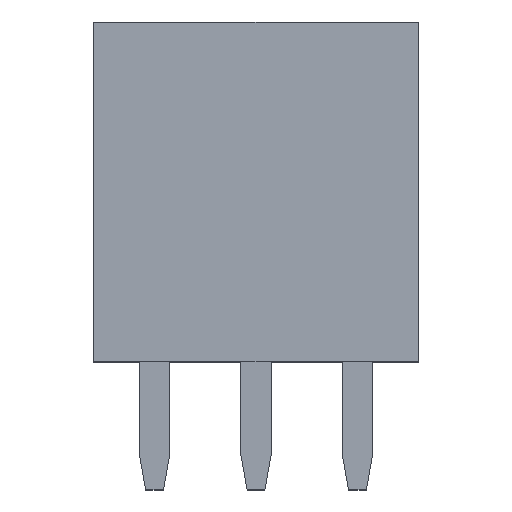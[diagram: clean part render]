
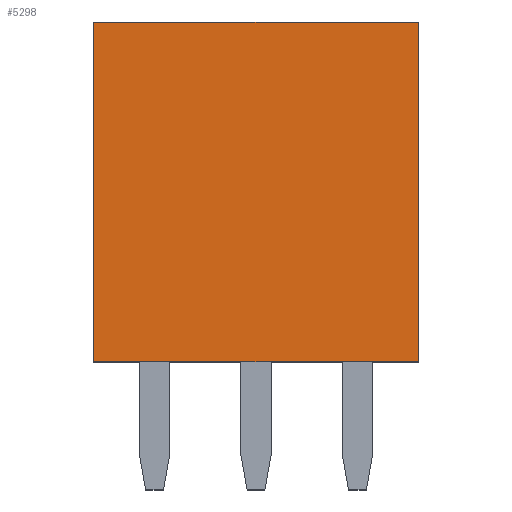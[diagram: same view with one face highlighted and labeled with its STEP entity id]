
A CAD part, top view. The second image highlights one B-rep face of the part: STEP entity #5298.
In plain terms, the highlighted planar face has unit normal (0, 0, 1).
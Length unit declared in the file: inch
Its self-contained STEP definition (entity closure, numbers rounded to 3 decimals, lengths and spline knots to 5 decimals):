
#298 = DIRECTION ( 'NONE',  ( -1., 0., 0. ) ) ;
#382 = CARTESIAN_POINT ( 'NONE',  ( -0.16, 0.335, 0.1 ) ) ;
#392 = CARTESIAN_POINT ( 'NONE',  ( 0.16, 0.335, 0.1 ) ) ;
#443 = DIRECTION ( 'NONE',  ( 0., -1., 0. ) ) ;
#612 = VERTEX_POINT ( 'NONE', #971 ) ;
#627 = VECTOR ( 'NONE', #3736, 39.37008 ) ;
#903 = DIRECTION ( 'NONE',  ( 1., 0., 0. ) ) ;
#971 = CARTESIAN_POINT ( 'NONE',  ( -0.16, 0., 0.1 ) ) ;
#1034 = LINE ( 'NONE', #1299, #1648 ) ;
#1057 = AXIS2_PLACEMENT_3D ( 'NONE', #1541, #4650, #298 ) ;
#1072 = EDGE_CURVE ( 'NONE', #1534, #612, #1034, .T. ) ;
#1098 = CARTESIAN_POINT ( 'NONE',  ( 0.16, 0., 0.1 ) ) ;
#1239 = VECTOR ( 'NONE', #903, 39.37008 ) ;
#1299 = CARTESIAN_POINT ( 'NONE',  ( -0.16, 0.335, 0.1 ) ) ;
#1372 = VERTEX_POINT ( 'NONE', #1098 ) ;
#1463 = EDGE_CURVE ( 'NONE', #1534, #2946, #2468, .T. ) ;
#1525 = LINE ( 'NONE', #5303, #1239 ) ;
#1534 = VERTEX_POINT ( 'NONE', #382 ) ;
#1541 = CARTESIAN_POINT ( 'NONE',  ( -0.16, 0.335, 0.1 ) ) ;
#1597 = CARTESIAN_POINT ( 'NONE',  ( 0.16, 0.335, 0.1 ) ) ;
#1648 = VECTOR ( 'NONE', #443, 39.37008 ) ;
#1848 = ORIENTED_EDGE ( 'NONE', *, *, #2279, .F. ) ;
#2073 = PLANE ( 'NONE',  #1057 ) ;
#2112 = FACE_OUTER_BOUND ( 'NONE', #4015, .T. ) ;
#2279 = EDGE_CURVE ( 'NONE', #2946, #1372, #2660, .T. ) ;
#2468 = LINE ( 'NONE', #4241, #627 ) ;
#2660 = LINE ( 'NONE', #1597, #5447 ) ;
#2946 = VERTEX_POINT ( 'NONE', #392 ) ;
#3736 = DIRECTION ( 'NONE',  ( 1., 0., 0. ) ) ;
#3772 = ORIENTED_EDGE ( 'NONE', *, *, #1072, .T. ) ;
#3984 = ORIENTED_EDGE ( 'NONE', *, *, #1463, .F. ) ;
#3994 = EDGE_CURVE ( 'NONE', #612, #1372, #1525, .T. ) ;
#4015 = EDGE_LOOP ( 'NONE', ( #1848, #3984, #3772, #4146 ) ) ;
#4146 = ORIENTED_EDGE ( 'NONE', *, *, #3994, .T. ) ;
#4241 = CARTESIAN_POINT ( 'NONE',  ( 0.16, 0.335, 0.1 ) ) ;
#4650 = DIRECTION ( 'NONE',  ( 0., 0., -1. ) ) ;
#5048 = DIRECTION ( 'NONE',  ( 0., -1., 0. ) ) ;
#5298 = ADVANCED_FACE ( 'NONE', ( #2112 ), #2073, .F. ) ;
#5303 = CARTESIAN_POINT ( 'NONE',  ( -0.16, 0., 0.1 ) ) ;
#5447 = VECTOR ( 'NONE', #5048, 39.37008 ) ;
